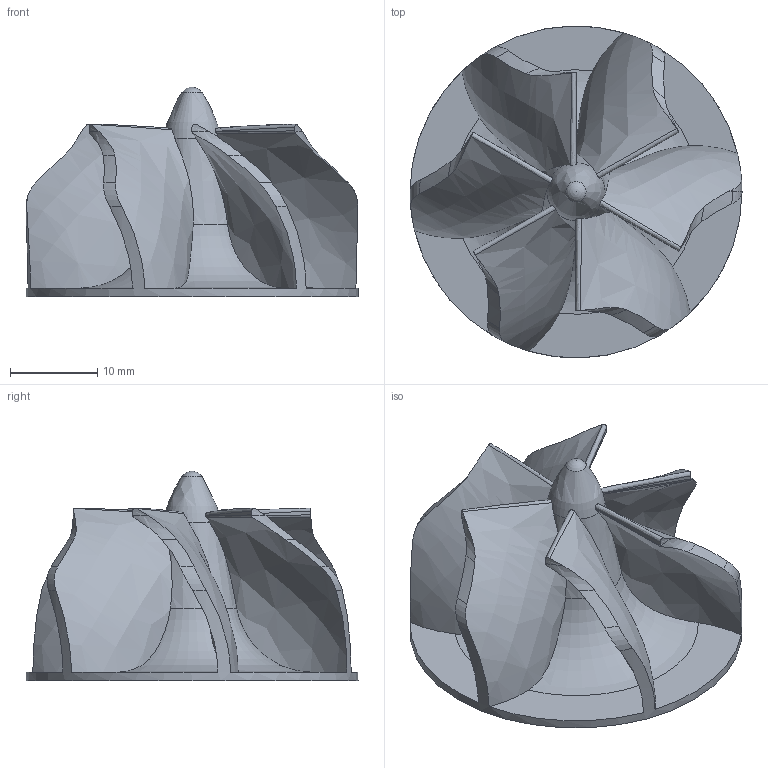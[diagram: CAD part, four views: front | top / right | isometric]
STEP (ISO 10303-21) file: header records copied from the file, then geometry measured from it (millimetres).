
FILE_DESCRIPTION(('FreeCAD Model'),'2;1');
FILE_NAME('Open CASCADE Shape Model','2023-10-24T16:28:46',(''),(''), 'Open CASCADE STEP processor 7.6','FreeCAD','Unknown');
FILE_SCHEMA(('AUTOMOTIVE_DESIGN { 1 0 10303 214 1 1 1 1 }'));
Length unit declared in the file: millimetre
Products named in the file (1): RotorCW-C_Var1
Bounding box: 38 x 38 x 24 mm (x, y, z)
Volume: 4810.1 mm3; surface area: 6171.4 mm2
Topology: 1 solids, 1 shells, 84 faces, 243 edges, 160 vertices
Faces by surface type: bspline 24, torus 20, cone 17, plane 13, cylinder 8, revolution 1, sphere 1
Full cylindrical faces by diameter (mm): 2 x1, 38 x1
Entity records: 6853 total; most frequent: CARTESIAN_POINT 4991, ORIENTED_EDGE 482, DIRECTION 260, EDGE_CURVE 241, VERTEX_POINT 160, B_SPLINE_CURVE_WITH_KNOTS 154, AXIS2_PLACEMENT_3D 123, FACE_BOUND 85
